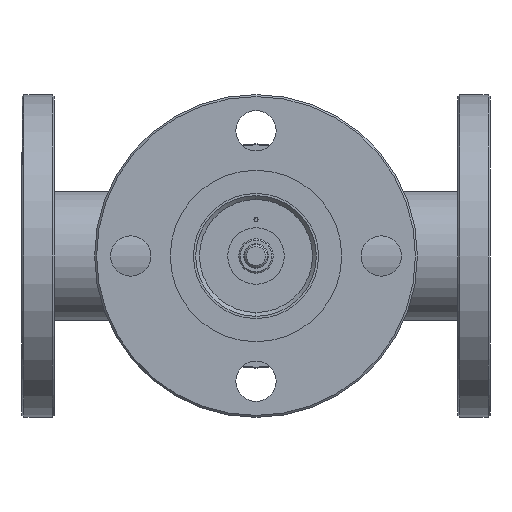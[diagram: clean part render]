
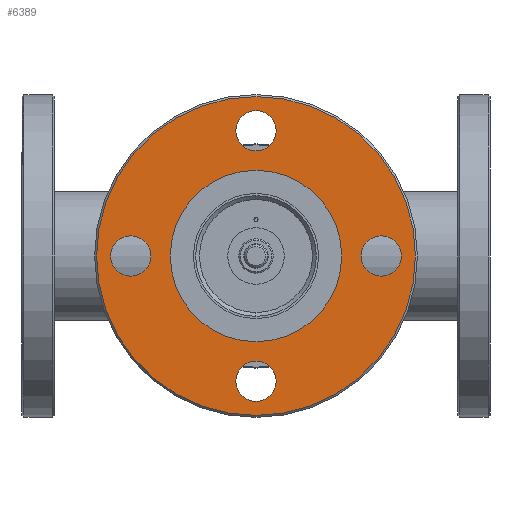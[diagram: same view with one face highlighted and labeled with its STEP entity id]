
A CAD part, left-side view. The second image highlights one B-rep face of the part: STEP entity #6389.
In plain terms, the highlighted planar face has unit normal (-1, 0, 0).
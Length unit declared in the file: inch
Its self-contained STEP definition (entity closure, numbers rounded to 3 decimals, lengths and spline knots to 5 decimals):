
#261 = DIRECTION ( 'NONE',  ( 0., 1., 0. ) ) ;
#299 = DIRECTION ( 'NONE',  ( -1., 0., 0. ) ) ;
#422 = CARTESIAN_POINT ( 'NONE',  ( -2.375, 0., -2.47 ) ) ;
#518 = CARTESIAN_POINT ( 'NONE',  ( -2.375, 0., 0. ) ) ;
#521 = CARTESIAN_POINT ( 'NONE',  ( -2.375, -1.94, 0. ) ) ;
#581 = ORIENTED_EDGE ( 'NONE', *, *, #14356, .F. ) ;
#594 = CIRCLE ( 'NONE', #5593, 2.47 ) ;
#880 = CARTESIAN_POINT ( 'NONE',  ( -2.375, -0.3125, 1.94 ) ) ;
#900 = EDGE_CURVE ( 'NONE', #15874, #2853, #7945, .T. ) ;
#990 = DIRECTION ( 'NONE',  ( 0., -1., 0. ) ) ;
#1098 = CIRCLE ( 'NONE', #8167, 1.3275 ) ;
#1142 = AXIS2_PLACEMENT_3D ( 'NONE', #521, #9668, #1847 ) ;
#1161 = CIRCLE ( 'NONE', #13103, 0.3125 ) ;
#1392 = EDGE_LOOP ( 'NONE', ( #16105, #4211 ) ) ;
#1406 = FACE_BOUND ( 'NONE', #4590, .T. ) ;
#1530 = AXIS2_PLACEMENT_3D ( 'NONE', #3269, #12282, #4621 ) ;
#1768 = VERTEX_POINT ( 'NONE', #5389 ) ;
#1847 = DIRECTION ( 'NONE',  ( 0., 1., 0. ) ) ;
#2429 = ORIENTED_EDGE ( 'NONE', *, *, #10235, .F. ) ;
#2531 = CARTESIAN_POINT ( 'NONE',  ( -2.375, 0.3125, 1.94 ) ) ;
#2853 = VERTEX_POINT ( 'NONE', #9933 ) ;
#3269 = CARTESIAN_POINT ( 'NONE',  ( -2.375, 0., 0. ) ) ;
#3270 = ORIENTED_EDGE ( 'NONE', *, *, #8142, .F. ) ;
#3474 = VERTEX_POINT ( 'NONE', #11289 ) ;
#3486 = EDGE_CURVE ( 'NONE', #2853, #15874, #1098, .T. ) ;
#3991 = EDGE_LOOP ( 'NONE', ( #3270, #2429 ) ) ;
#4143 = FACE_BOUND ( 'NONE', #1392, .T. ) ;
#4211 = ORIENTED_EDGE ( 'NONE', *, *, #7937, .F. ) ;
#4312 = VERTEX_POINT ( 'NONE', #422 ) ;
#4353 = ORIENTED_EDGE ( 'NONE', *, *, #14638, .F. ) ;
#4590 = EDGE_LOOP ( 'NONE', ( #581, #4353 ) ) ;
#4621 = DIRECTION ( 'NONE',  ( 0., 0., -1. ) ) ;
#4685 = CARTESIAN_POINT ( 'NONE',  ( -2.375, 0., 0. ) ) ;
#4921 = CARTESIAN_POINT ( 'NONE',  ( -2.375, 1.94, 0. ) ) ;
#4984 = EDGE_CURVE ( 'NONE', #1768, #3474, #13464, .T. ) ;
#4990 = FACE_OUTER_BOUND ( 'NONE', #13770, .T. ) ;
#5067 = VERTEX_POINT ( 'NONE', #9628 ) ;
#5144 = CIRCLE ( 'NONE', #10499, 0.3125 ) ;
#5145 = CIRCLE ( 'NONE', #6671, 0.3125 ) ;
#5240 = ORIENTED_EDGE ( 'NONE', *, *, #3486, .F. ) ;
#5389 = CARTESIAN_POINT ( 'NONE',  ( -2.375, -0.3125, -1.94 ) ) ;
#5593 = AXIS2_PLACEMENT_3D ( 'NONE', #4685, #13682, #6015 ) ;
#5628 = DIRECTION ( 'NONE',  ( -1., 0., 0. ) ) ;
#5675 = CARTESIAN_POINT ( 'NONE',  ( -2.375, 0., -1.94 ) ) ;
#5801 = EDGE_CURVE ( 'NONE', #4312, #5067, #594, .T. ) ;
#5922 = VERTEX_POINT ( 'NONE', #880 ) ;
#6015 = DIRECTION ( 'NONE',  ( 0., 0., -1. ) ) ;
#6132 = AXIS2_PLACEMENT_3D ( 'NONE', #15855, #8134, #261 ) ;
#6236 = DIRECTION ( 'NONE',  ( 0., 1., 0. ) ) ;
#6250 = CARTESIAN_POINT ( 'NONE',  ( -2.375, -1.94, 0. ) ) ;
#6389 = ADVANCED_FACE ( 'NONE', ( #14427, #4143, #10977, #7601, #1406, #4990 ), #13541, .F. ) ;
#6671 = AXIS2_PLACEMENT_3D ( 'NONE', #6250, #15221, #7523 ) ;
#6962 = DIRECTION ( 'NONE',  ( 0., 1., 0. ) ) ;
#7157 = CARTESIAN_POINT ( 'NONE',  ( -2.375, 2.5, 0. ) ) ;
#7290 = ORIENTED_EDGE ( 'NONE', *, *, #10242, .F. ) ;
#7498 = VERTEX_POINT ( 'NONE', #15948 ) ;
#7523 = DIRECTION ( 'NONE',  ( 0., 1., 0. ) ) ;
#7555 = DIRECTION ( 'NONE',  ( -1., 0., 0. ) ) ;
#7601 = FACE_BOUND ( 'NONE', #3991, .T. ) ;
#7937 = EDGE_CURVE ( 'NONE', #7498, #12956, #8130, .T. ) ;
#7945 = CIRCLE ( 'NONE', #10633, 1.3275 ) ;
#8130 = CIRCLE ( 'NONE', #1142, 0.3125 ) ;
#8134 = DIRECTION ( 'NONE',  ( -1., 0., 0. ) ) ;
#8136 = AXIS2_PLACEMENT_3D ( 'NONE', #15255, #7555, #16541 ) ;
#8142 = EDGE_CURVE ( 'NONE', #15744, #8765, #12971, .T. ) ;
#8167 = AXIS2_PLACEMENT_3D ( 'NONE', #16542, #8844, #990 ) ;
#8181 = CARTESIAN_POINT ( 'NONE',  ( -2.375, 0., -1.94 ) ) ;
#8304 = CARTESIAN_POINT ( 'NONE',  ( -2.375, 1.3275, 0. ) ) ;
#8439 = DIRECTION ( 'NONE',  ( 0., 1., 0. ) ) ;
#8765 = VERTEX_POINT ( 'NONE', #16429 ) ;
#8844 = DIRECTION ( 'NONE',  ( -1., 0., 0. ) ) ;
#8911 = ORIENTED_EDGE ( 'NONE', *, *, #4984, .F. ) ;
#9173 = EDGE_LOOP ( 'NONE', ( #5240, #15191 ) ) ;
#9236 = AXIS2_PLACEMENT_3D ( 'NONE', #7157, #16138, #8439 ) ;
#9455 = DIRECTION ( 'NONE',  ( 0., 1., 0. ) ) ;
#9628 = CARTESIAN_POINT ( 'NONE',  ( -2.375, 0., 2.47 ) ) ;
#9668 = DIRECTION ( 'NONE',  ( -1., 0., 0. ) ) ;
#9933 = CARTESIAN_POINT ( 'NONE',  ( -2.375, -1.3275, 0. ) ) ;
#10235 = EDGE_CURVE ( 'NONE', #8765, #15744, #5144, .T. ) ;
#10242 = EDGE_CURVE ( 'NONE', #3474, #1768, #1161, .T. ) ;
#10499 = AXIS2_PLACEMENT_3D ( 'NONE', #13287, #5628, #14594 ) ;
#10633 = AXIS2_PLACEMENT_3D ( 'NONE', #518, #13492, #13199 ) ;
#10977 = FACE_BOUND ( 'NONE', #15979, .T. ) ;
#11289 = CARTESIAN_POINT ( 'NONE',  ( -2.375, 0.3125, -1.94 ) ) ;
#11342 = EDGE_CURVE ( 'NONE', #12956, #7498, #5145, .T. ) ;
#11727 = EDGE_CURVE ( 'NONE', #5067, #4312, #15372, .T. ) ;
#12282 = DIRECTION ( 'NONE',  ( 1., 0., 0. ) ) ;
#12436 = ORIENTED_EDGE ( 'NONE', *, *, #5801, .F. ) ;
#12846 = CARTESIAN_POINT ( 'NONE',  ( -2.375, -1.6275, 0. ) ) ;
#12956 = VERTEX_POINT ( 'NONE', #12846 ) ;
#12971 = CIRCLE ( 'NONE', #14230, 0.3125 ) ;
#13103 = AXIS2_PLACEMENT_3D ( 'NONE', #8181, #299, #9455 ) ;
#13199 = DIRECTION ( 'NONE',  ( 0., -1., 0. ) ) ;
#13248 = CIRCLE ( 'NONE', #6132, 0.3125 ) ;
#13287 = CARTESIAN_POINT ( 'NONE',  ( -2.375, 1.94, 0. ) ) ;
#13464 = CIRCLE ( 'NONE', #15529, 0.3125 ) ;
#13492 = DIRECTION ( 'NONE',  ( -1., 0., 0. ) ) ;
#13541 = PLANE ( 'NONE',  #9236 ) ;
#13682 = DIRECTION ( 'NONE',  ( 1., 0., 0. ) ) ;
#13726 = CARTESIAN_POINT ( 'NONE',  ( -2.375, 2.2525, 0. ) ) ;
#13770 = EDGE_LOOP ( 'NONE', ( #12436, #14017 ) ) ;
#13915 = DIRECTION ( 'NONE',  ( -1., 0., 0. ) ) ;
#14017 = ORIENTED_EDGE ( 'NONE', *, *, #11727, .F. ) ;
#14230 = AXIS2_PLACEMENT_3D ( 'NONE', #4921, #13915, #6236 ) ;
#14356 = EDGE_CURVE ( 'NONE', #15297, #5922, #16489, .T. ) ;
#14427 = FACE_BOUND ( 'NONE', #9173, .T. ) ;
#14594 = DIRECTION ( 'NONE',  ( 0., 1., 0. ) ) ;
#14638 = EDGE_CURVE ( 'NONE', #5922, #15297, #13248, .T. ) ;
#14655 = DIRECTION ( 'NONE',  ( -1., 0., 0. ) ) ;
#15191 = ORIENTED_EDGE ( 'NONE', *, *, #900, .F. ) ;
#15221 = DIRECTION ( 'NONE',  ( -1., 0., 0. ) ) ;
#15255 = CARTESIAN_POINT ( 'NONE',  ( -2.375, 0., 1.94 ) ) ;
#15297 = VERTEX_POINT ( 'NONE', #2531 ) ;
#15372 = CIRCLE ( 'NONE', #1530, 2.47 ) ;
#15529 = AXIS2_PLACEMENT_3D ( 'NONE', #5675, #14655, #6962 ) ;
#15744 = VERTEX_POINT ( 'NONE', #13726 ) ;
#15855 = CARTESIAN_POINT ( 'NONE',  ( -2.375, 0., 1.94 ) ) ;
#15874 = VERTEX_POINT ( 'NONE', #8304 ) ;
#15948 = CARTESIAN_POINT ( 'NONE',  ( -2.375, -2.2525, 0. ) ) ;
#15979 = EDGE_LOOP ( 'NONE', ( #7290, #8911 ) ) ;
#16105 = ORIENTED_EDGE ( 'NONE', *, *, #11342, .F. ) ;
#16138 = DIRECTION ( 'NONE',  ( 1., 0., 0. ) ) ;
#16429 = CARTESIAN_POINT ( 'NONE',  ( -2.375, 1.6275, 0. ) ) ;
#16489 = CIRCLE ( 'NONE', #8136, 0.3125 ) ;
#16541 = DIRECTION ( 'NONE',  ( 0., 1., 0. ) ) ;
#16542 = CARTESIAN_POINT ( 'NONE',  ( -2.375, 0., 0. ) ) ;
